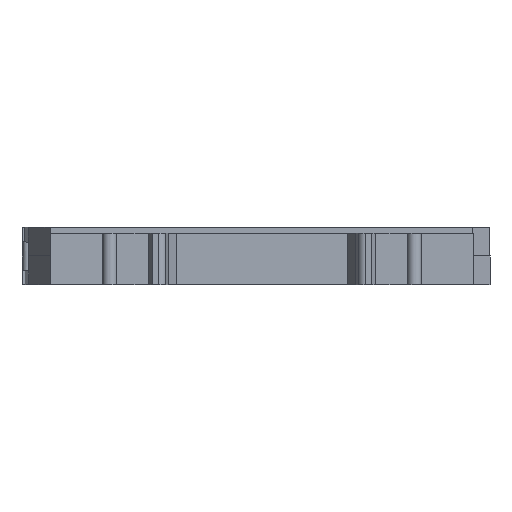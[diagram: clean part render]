
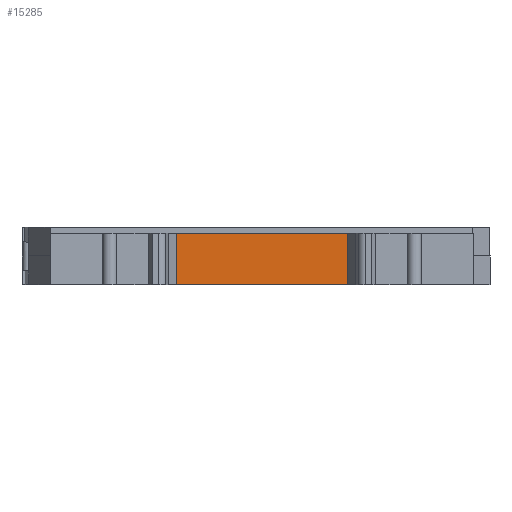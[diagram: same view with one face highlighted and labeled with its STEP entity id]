
A CAD part, front view. The second image highlights one B-rep face of the part: STEP entity #15285.
In plain terms, the highlighted planar face has unit normal (0, -1, 0).
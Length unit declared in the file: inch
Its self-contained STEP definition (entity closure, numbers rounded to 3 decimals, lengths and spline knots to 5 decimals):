
#498 = VECTOR ( 'NONE', #2558, 39.37008 ) ;
#763 = EDGE_CURVE ( 'NONE', #19313, #16316, #8994, .T. ) ;
#1157 = LINE ( 'NONE', #17392, #13111 ) ;
#1236 = EDGE_CURVE ( 'NONE', #24951, #22324, #14517, .T. ) ;
#2278 = EDGE_LOOP ( 'NONE', ( #15978, #2625, #6418, #8107 ) ) ;
#2558 = DIRECTION ( 'NONE',  ( 0., 0., -1. ) ) ;
#2625 = ORIENTED_EDGE ( 'NONE', *, *, #1236, .F. ) ;
#4825 = CARTESIAN_POINT ( 'NONE',  ( -0.59089, 0., -0.19685 ) ) ;
#6418 = ORIENTED_EDGE ( 'NONE', *, *, #9127, .F. ) ;
#8107 = ORIENTED_EDGE ( 'NONE', *, *, #763, .F. ) ;
#8478 = FACE_OUTER_BOUND ( 'NONE', #2278, .T. ) ;
#8994 = LINE ( 'NONE', #13468, #18453 ) ;
#9127 = EDGE_CURVE ( 'NONE', #16316, #24951, #26628, .T. ) ;
#9171 = DIRECTION ( 'NONE',  ( 0., 0., 1. ) ) ;
#9444 = CARTESIAN_POINT ( 'NONE',  ( -0.59089, 0., 0.15748 ) ) ;
#10003 = DIRECTION ( 'NONE',  ( 0., 1., 0. ) ) ;
#10094 = PLANE ( 'NONE',  #25108 ) ;
#13111 = VECTOR ( 'NONE', #21593, 39.37008 ) ;
#13284 = CARTESIAN_POINT ( 'NONE',  ( 0.59502, 0., -0.19685 ) ) ;
#13468 = CARTESIAN_POINT ( 'NONE',  ( -0.59089, 0., 1.73421 ) ) ;
#14511 = CARTESIAN_POINT ( 'NONE',  ( -0.59089, 0., 0.15748 ) ) ;
#14517 = LINE ( 'NONE', #18517, #498 ) ;
#14792 = VECTOR ( 'NONE', #25782, 39.37008 ) ;
#15285 = ADVANCED_FACE ( 'NONE', ( #8478 ), #10094, .F. ) ;
#15978 = ORIENTED_EDGE ( 'NONE', *, *, #20254, .T. ) ;
#16316 = VERTEX_POINT ( 'NONE', #9444 ) ;
#17392 = CARTESIAN_POINT ( 'NONE',  ( 0.00206, 0., -0.19685 ) ) ;
#18453 = VECTOR ( 'NONE', #9171, 39.37008 ) ;
#18517 = CARTESIAN_POINT ( 'NONE',  ( 0.59502, 0., 1.73421 ) ) ;
#19313 = VERTEX_POINT ( 'NONE', #4825 ) ;
#20254 = EDGE_CURVE ( 'NONE', #19313, #22324, #1157, .T. ) ;
#21593 = DIRECTION ( 'NONE',  ( 1., 0., 0. ) ) ;
#22324 = VERTEX_POINT ( 'NONE', #13284 ) ;
#24928 = CARTESIAN_POINT ( 'NONE',  ( 0.59502, 0., 0.15748 ) ) ;
#24951 = VERTEX_POINT ( 'NONE', #24928 ) ;
#25108 = AXIS2_PLACEMENT_3D ( 'NONE', #27870, #10003, #25545 ) ;
#25545 = DIRECTION ( 'NONE',  ( -1., 0., 0. ) ) ;
#25782 = DIRECTION ( 'NONE',  ( 1., 0., 0. ) ) ;
#26628 = LINE ( 'NONE', #14511, #14792 ) ;
#27870 = CARTESIAN_POINT ( 'NONE',  ( -0.59089, 0., 1.73421 ) ) ;
